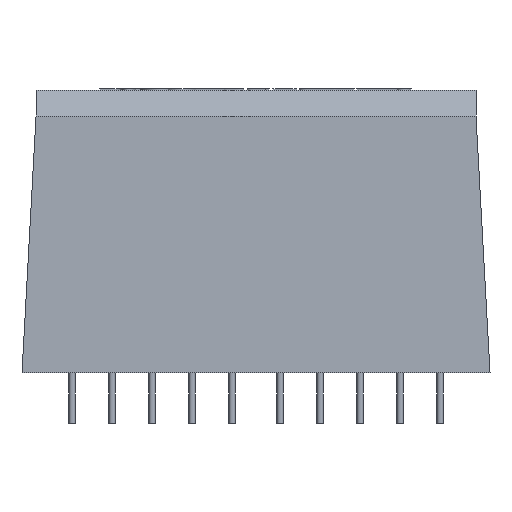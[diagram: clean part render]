
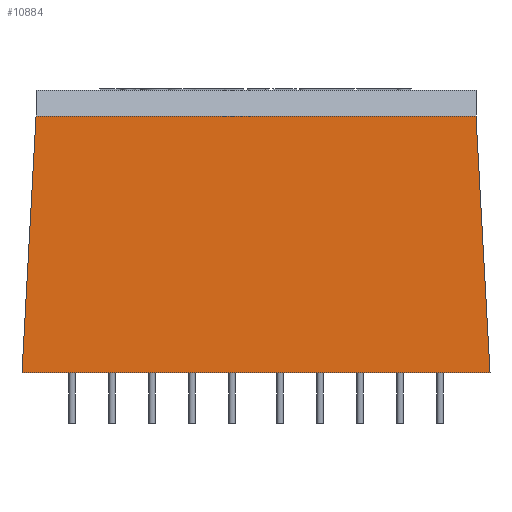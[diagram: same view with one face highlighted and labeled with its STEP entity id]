
A CAD part, front view. The second image highlights one B-rep face of the part: STEP entity #10884.
In plain terms, the highlighted planar face has unit normal (0, -0.999, 0.047).
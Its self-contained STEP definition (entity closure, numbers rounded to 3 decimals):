
#1054=FACE_OUTER_BOUND('',#1704,.T.);
#1704=EDGE_LOOP('',(#7447,#7448,#7449,#7450));
#2427=LINE('',#14180,#3497);
#2432=LINE('',#14190,#3502);
#2433=LINE('',#14192,#3503);
#2435=LINE('',#14195,#3505);
#3497=VECTOR('',#12198,10.);
#3502=VECTOR('',#12205,10.);
#3503=VECTOR('',#12208,10.);
#3505=VECTOR('',#12212,10.);
#4533=VERTEX_POINT('',#14177);
#4534=VERTEX_POINT('',#14179);
#4536=VERTEX_POINT('',#14184);
#4538=VERTEX_POINT('',#14188);
#5671=EDGE_CURVE('',#4533,#4534,#2427,.T.);
#5676=EDGE_CURVE('',#4536,#4538,#2432,.T.);
#5677=EDGE_CURVE('',#4536,#4533,#2433,.T.);
#5679=EDGE_CURVE('',#4538,#4534,#2435,.T.);
#7447=ORIENTED_EDGE('',*,*,#5676,.T.);
#7448=ORIENTED_EDGE('',*,*,#5679,.T.);
#7449=ORIENTED_EDGE('',*,*,#5671,.F.);
#7450=ORIENTED_EDGE('',*,*,#5677,.F.);
#10528=PLANE('',#11589);
#10884=ADVANCED_FACE('',(#1054),#10528,.T.);
#11589=AXIS2_PLACEMENT_3D('',#14194,#12210,#12211);
#12198=DIRECTION('',(1.,0.,0.));
#12205=DIRECTION('',(1.,0.,0.));
#12208=DIRECTION('',(0.054,0.047,0.997));
#12210=DIRECTION('center_axis',(0.,-0.999,0.047));
#12211=DIRECTION('ref_axis',(0.,-0.047,-0.999));
#12212=DIRECTION('',(-0.054,0.047,0.997));
#14177=CARTESIAN_POINT('',(-27.5,-34.,32.1));
#14179=CARTESIAN_POINT('',(27.5,-34.,32.1));
#14180=CARTESIAN_POINT('',(27.5,-34.,32.1));
#14184=CARTESIAN_POINT('',(-29.25,-35.5,0.));
#14188=CARTESIAN_POINT('',(29.25,-35.5,0.));
#14190=CARTESIAN_POINT('',(-29.25,-35.5,0.));
#14192=CARTESIAN_POINT('',(-29.25,-35.5,0.));
#14194=CARTESIAN_POINT('Origin',(-29.25,-35.5,0.));
#14195=CARTESIAN_POINT('',(29.25,-35.5,0.));
